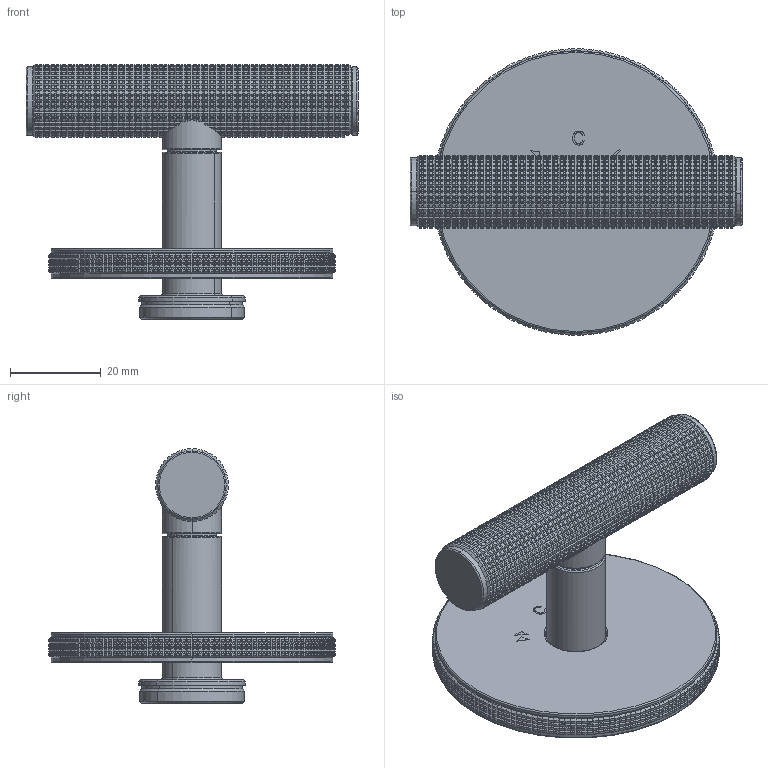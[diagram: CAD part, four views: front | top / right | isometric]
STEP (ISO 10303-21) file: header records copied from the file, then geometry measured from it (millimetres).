
FILE_DESCRIPTION (( 'STEP AP203' ), '1' );
FILE_NAME ('412-7800 Milli Etch Progressive Shower Wall Mixer.STEP', '2024-10-17T00:17:47', ( '' ), ( '' ), 'SwSTEP 2.0', 'SolidWorks 2021', '' );
FILE_SCHEMA (( 'CONFIG_CONTROL_DESIGN' ));
Length unit declared in the file: millimetre
Products named in the file (1): 412-7800 Milli Etch Progressive Shower Wall Mixer
Bounding box: 73 x 63 x 56 mm (x, y, z)
Volume: 21149.6 mm3; surface area: 20748.8 mm2
Topology: 5 solids, 5 shells, 14093 faces, 29288 edges, 15224 vertices
Faces by surface type: plane 5883, cone 5309, cylinder 2865, torus 28, bspline 8
Entity records: 368953 total; most frequent: CARTESIAN_POINT 93839, ORIENTED_EDGE 58572, DIRECTION 54438, EDGE_CURVE 29286, AXIS2_PLACEMENT_3D 22581, VERTEX_POINT 15224, EDGE_LOOP 14122, ADVANCED_FACE 14093
